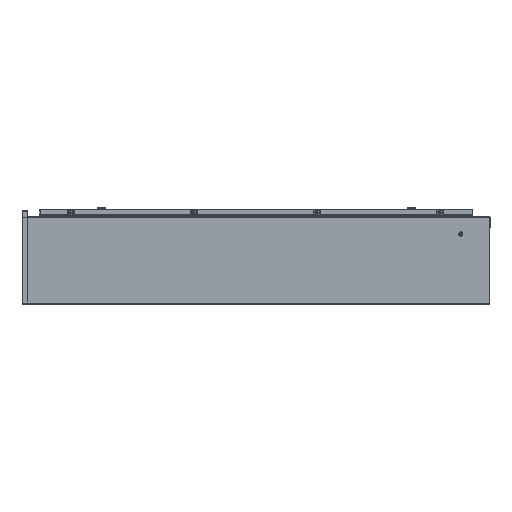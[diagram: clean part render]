
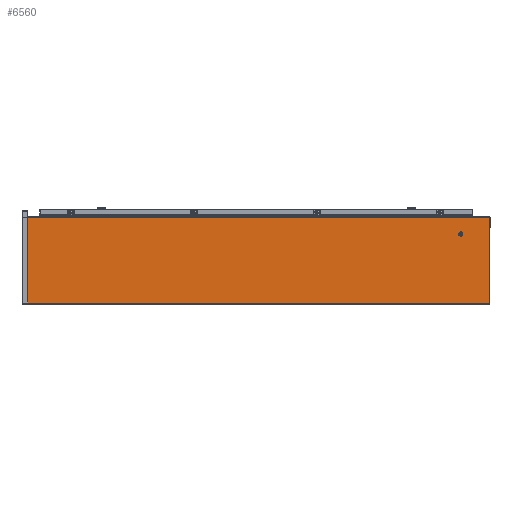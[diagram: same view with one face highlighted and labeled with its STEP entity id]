
A CAD part, left-side view. The second image highlights one B-rep face of the part: STEP entity #6560.
In plain terms, the highlighted face is planar.
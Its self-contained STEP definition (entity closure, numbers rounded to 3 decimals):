
#1184 = VECTOR ( 'NONE', #8561, 1000. ) ;
#1586 = CARTESIAN_POINT ( 'NONE',  ( 0., 0., -1. ) ) ;
#2744 = ORIENTED_EDGE ( 'NONE', *, *, #24649, .T. ) ;
#3095 = CIRCLE ( 'NONE', #41225, 0.5 ) ;
#3544 = VERTEX_POINT ( 'NONE', #12367 ) ;
#4023 = VERTEX_POINT ( 'NONE', #5566 ) ;
#4103 = LINE ( 'NONE', #7599, #34100 ) ;
#5566 = CARTESIAN_POINT ( 'NONE',  ( 2., 1597., -1. ) ) ;
#6560 = ADVANCED_FACE ( 'NONE', ( #25251, #38901 ), #8761, .T. ) ;
#7599 = CARTESIAN_POINT ( 'NONE',  ( 0., 1597., -1. ) ) ;
#7953 = VECTOR ( 'NONE', #18098, 1000. ) ;
#8143 = ORIENTED_EDGE ( 'NONE', *, *, #17980, .T. ) ;
#8561 = DIRECTION ( 'NONE',  ( 0., 1., 0. ) ) ;
#8616 = AXIS2_PLACEMENT_3D ( 'NONE', #1586, #9175, #35227 ) ;
#8761 = PLANE ( 'NONE',  #8616 ) ;
#9175 = DIRECTION ( 'NONE',  ( 0., 0., -1. ) ) ;
#10986 = DIRECTION ( 'NONE',  ( 0., -1., 0. ) ) ;
#12157 = EDGE_CURVE ( 'NONE', #33764, #4023, #40902, .T. ) ;
#12367 = CARTESIAN_POINT ( 'NONE',  ( 297., 0., -1. ) ) ;
#12434 = CARTESIAN_POINT ( 'NONE',  ( 60., 98., -1. ) ) ;
#15748 = AXIS2_PLACEMENT_3D ( 'NONE', #12434, #42342, #39099 ) ;
#15855 = CARTESIAN_POINT ( 'NONE',  ( 59.5, 98., -1. ) ) ;
#16049 = VERTEX_POINT ( 'NONE', #25297 ) ;
#16553 = ORIENTED_EDGE ( 'NONE', *, *, #17762, .F. ) ;
#17141 = CIRCLE ( 'NONE', #15748, 0.5 ) ;
#17762 = EDGE_CURVE ( 'NONE', #33764, #3544, #41309, .T. ) ;
#17980 = EDGE_CURVE ( 'NONE', #16049, #19339, #3095, .T. ) ;
#18098 = DIRECTION ( 'NONE',  ( 1., 0., 0. ) ) ;
#18321 = EDGE_LOOP ( 'NONE', ( #8143, #2744 ) ) ;
#19339 = VERTEX_POINT ( 'NONE', #15855 ) ;
#20760 = CARTESIAN_POINT ( 'NONE',  ( 297., 1597., -1. ) ) ;
#21603 = CARTESIAN_POINT ( 'NONE',  ( 2., 0., -1. ) ) ;
#22342 = CARTESIAN_POINT ( 'NONE',  ( 297., 1597., -1. ) ) ;
#24649 = EDGE_CURVE ( 'NONE', #19339, #16049, #17141, .T. ) ;
#24754 = DIRECTION ( 'NONE',  ( -1., 0., 0. ) ) ;
#25251 = FACE_BOUND ( 'NONE', #18321, .T. ) ;
#25297 = CARTESIAN_POINT ( 'NONE',  ( 60.5, 98., -1. ) ) ;
#26380 = VERTEX_POINT ( 'NONE', #22342 ) ;
#27247 = LINE ( 'NONE', #20760, #28008 ) ;
#28008 = VECTOR ( 'NONE', #10986, 1000. ) ;
#28931 = ORIENTED_EDGE ( 'NONE', *, *, #12157, .T. ) ;
#33764 = VERTEX_POINT ( 'NONE', #21603 ) ;
#34100 = VECTOR ( 'NONE', #24754, 1000. ) ;
#34295 = DIRECTION ( 'NONE',  ( 0., 0., 1. ) ) ;
#34804 = EDGE_LOOP ( 'NONE', ( #16553, #28931, #37818, #40240 ) ) ;
#35227 = DIRECTION ( 'NONE',  ( -1., 0., 0. ) ) ;
#37533 = CARTESIAN_POINT ( 'NONE',  ( 60., 98., -1. ) ) ;
#37818 = ORIENTED_EDGE ( 'NONE', *, *, #38169, .F. ) ;
#38169 = EDGE_CURVE ( 'NONE', #26380, #4023, #4103, .T. ) ;
#38901 = FACE_OUTER_BOUND ( 'NONE', #34804, .T. ) ;
#39064 = DIRECTION ( 'NONE',  ( 1., 0., 0. ) ) ;
#39099 = DIRECTION ( 'NONE',  ( 1., 0., 0. ) ) ;
#40240 = ORIENTED_EDGE ( 'NONE', *, *, #42347, .T. ) ;
#40902 = LINE ( 'NONE', #41552, #1184 ) ;
#41225 = AXIS2_PLACEMENT_3D ( 'NONE', #37533, #34295, #39064 ) ;
#41309 = LINE ( 'NONE', #41726, #7953 ) ;
#41552 = CARTESIAN_POINT ( 'NONE',  ( 2., 0., -1. ) ) ;
#41726 = CARTESIAN_POINT ( 'NONE',  ( 0., 0., -1. ) ) ;
#42342 = DIRECTION ( 'NONE',  ( 0., 0., 1. ) ) ;
#42347 = EDGE_CURVE ( 'NONE', #26380, #3544, #27247, .T. ) ;
